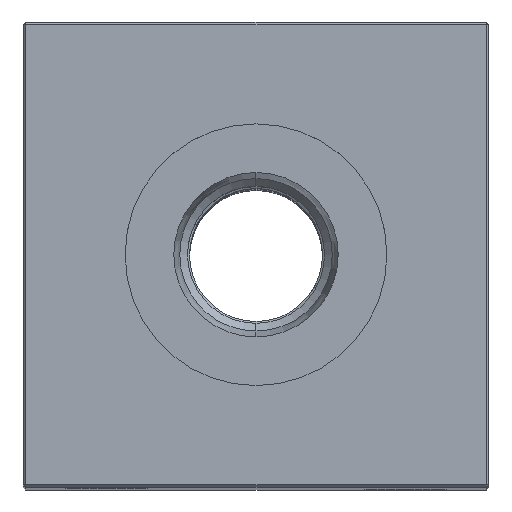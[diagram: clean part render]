
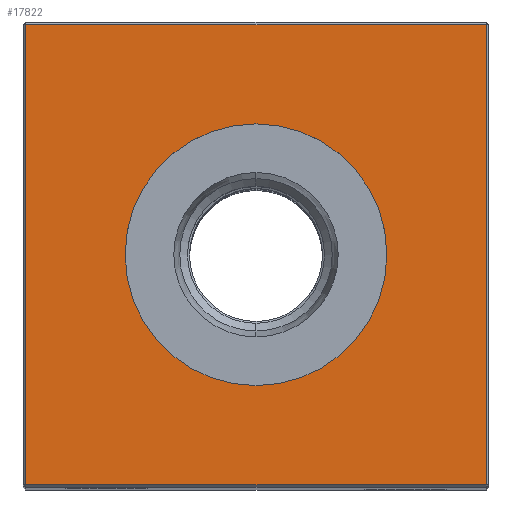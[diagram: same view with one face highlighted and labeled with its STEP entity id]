
A CAD part, top view. The second image highlights one B-rep face of the part: STEP entity #17822.
In plain terms, the highlighted planar face has unit normal (0, 0, 1).
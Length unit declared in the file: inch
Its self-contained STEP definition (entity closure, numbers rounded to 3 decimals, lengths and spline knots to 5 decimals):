
#98 = CARTESIAN_POINT ( 'NONE',  ( 0.865, 0., 5.5 ) ) ;
#1196 = PLANE ( 'NONE',  #2936 ) ;
#1790 = VERTEX_POINT ( 'NONE', #15528 ) ;
#2035 = ORIENTED_EDGE ( 'NONE', *, *, #10680, .T. ) ;
#2108 = CARTESIAN_POINT ( 'NONE',  ( 0., -0.49213, 5.5 ) ) ;
#2109 = DIRECTION ( 'NONE',  ( 0., 0., -1. ) ) ;
#2228 = CARTESIAN_POINT ( 'NONE',  ( 0., 0., 5.5 ) ) ;
#2936 = AXIS2_PLACEMENT_3D ( 'NONE', #24955, #9765, #7923 ) ;
#3414 = AXIS2_PLACEMENT_3D ( 'NONE', #2228, #10791, #8414 ) ;
#3539 = LINE ( 'NONE', #22946, #6659 ) ;
#4554 = VERTEX_POINT ( 'NONE', #2108 ) ;
#4886 = ORIENTED_EDGE ( 'NONE', *, *, #13857, .T. ) ;
#5109 = EDGE_LOOP ( 'NONE', ( #2035, #10895, #5293, #27339 ) ) ;
#5207 = VECTOR ( 'NONE', #9063, 39.37008 ) ;
#5293 = ORIENTED_EDGE ( 'NONE', *, *, #15585, .T. ) ;
#6545 = VECTOR ( 'NONE', #14975, 39.37008 ) ;
#6659 = VECTOR ( 'NONE', #13958, 39.37008 ) ;
#7923 = DIRECTION ( 'NONE',  ( -1., 0., 0. ) ) ;
#8011 = CARTESIAN_POINT ( 'NONE',  ( 0.865, -0.865, 5.5 ) ) ;
#8284 = DIRECTION ( 'NONE',  ( -1., 0., 0. ) ) ;
#8414 = DIRECTION ( 'NONE',  ( -1., 0., 0. ) ) ;
#9063 = DIRECTION ( 'NONE',  ( -1., 0., 0. ) ) ;
#9620 = FACE_BOUND ( 'NONE', #21173, .T. ) ;
#9765 = DIRECTION ( 'NONE',  ( 0., 0., -1. ) ) ;
#10018 = FACE_OUTER_BOUND ( 'NONE', #5109, .T. ) ;
#10113 = VERTEX_POINT ( 'NONE', #19976 ) ;
#10614 = VECTOR ( 'NONE', #13298, 39.37008 ) ;
#10680 = EDGE_CURVE ( 'NONE', #10113, #1790, #19219, .T. ) ;
#10736 = EDGE_CURVE ( 'NONE', #27702, #10113, #13437, .T. ) ;
#10791 = DIRECTION ( 'NONE',  ( 0., 0., -1. ) ) ;
#10895 = ORIENTED_EDGE ( 'NONE', *, *, #26585, .T. ) ;
#13298 = DIRECTION ( 'NONE',  ( 0., 1., 0. ) ) ;
#13437 = LINE ( 'NONE', #15982, #5207 ) ;
#13857 = EDGE_CURVE ( 'NONE', #4554, #14686, #15545, .T. ) ;
#13958 = DIRECTION ( 'NONE',  ( 1., 0., 0. ) ) ;
#14289 = CARTESIAN_POINT ( 'NONE',  ( 0., 0.49213, 5.5 ) ) ;
#14686 = VERTEX_POINT ( 'NONE', #14289 ) ;
#14975 = DIRECTION ( 'NONE',  ( 0., -1., 0. ) ) ;
#15070 = CIRCLE ( 'NONE', #20028, 0.49213 ) ;
#15130 = LINE ( 'NONE', #98, #10614 ) ;
#15528 = CARTESIAN_POINT ( 'NONE',  ( -0.865, -0.865, 5.5 ) ) ;
#15545 = CIRCLE ( 'NONE', #3414, 0.49213 ) ;
#15585 = EDGE_CURVE ( 'NONE', #17249, #27702, #15130, .T. ) ;
#15982 = CARTESIAN_POINT ( 'NONE',  ( 0., 0.865, 5.5 ) ) ;
#17249 = VERTEX_POINT ( 'NONE', #8011 ) ;
#17822 = ADVANCED_FACE ( 'NONE', ( #10018, #9620 ), #1196, .F. ) ;
#19131 = EDGE_CURVE ( 'NONE', #14686, #4554, #15070, .T. ) ;
#19219 = LINE ( 'NONE', #27804, #6545 ) ;
#19976 = CARTESIAN_POINT ( 'NONE',  ( -0.865, 0.865, 5.5 ) ) ;
#20028 = AXIS2_PLACEMENT_3D ( 'NONE', #25738, #2109, #8284 ) ;
#20496 = ORIENTED_EDGE ( 'NONE', *, *, #19131, .T. ) ;
#21173 = EDGE_LOOP ( 'NONE', ( #20496, #4886 ) ) ;
#22803 = CARTESIAN_POINT ( 'NONE',  ( 0.865, 0.865, 5.5 ) ) ;
#22946 = CARTESIAN_POINT ( 'NONE',  ( 0., -0.865, 5.5 ) ) ;
#24955 = CARTESIAN_POINT ( 'NONE',  ( 0., 0., 5.5 ) ) ;
#25738 = CARTESIAN_POINT ( 'NONE',  ( 0., 0., 5.5 ) ) ;
#26585 = EDGE_CURVE ( 'NONE', #1790, #17249, #3539, .T. ) ;
#27339 = ORIENTED_EDGE ( 'NONE', *, *, #10736, .T. ) ;
#27702 = VERTEX_POINT ( 'NONE', #22803 ) ;
#27804 = CARTESIAN_POINT ( 'NONE',  ( -0.865, 0., 5.5 ) ) ;
